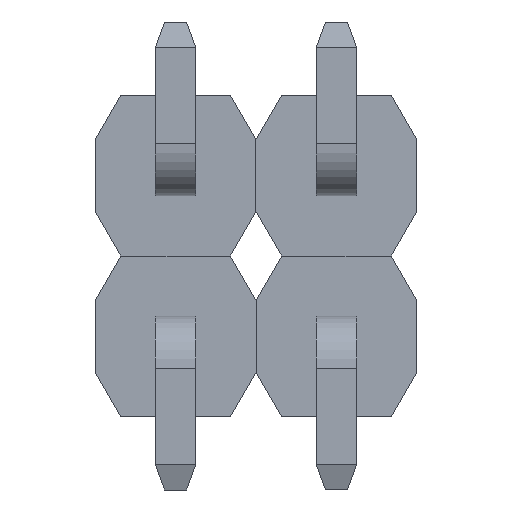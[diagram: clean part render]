
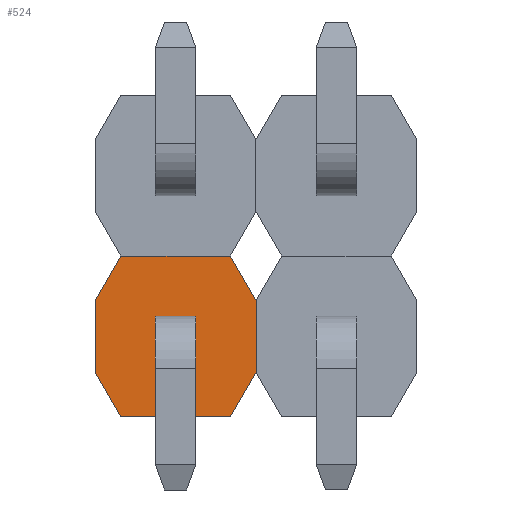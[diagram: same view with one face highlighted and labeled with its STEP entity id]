
A CAD part, front view. The second image highlights one B-rep face of the part: STEP entity #524.
In plain terms, the highlighted planar face has unit normal (0, -1, 0).
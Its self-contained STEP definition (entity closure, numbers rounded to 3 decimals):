
#60=FACE_OUTER_BOUND('',#88,.T.);
#88=EDGE_LOOP('',(#421,#422,#423,#424,#425,#426,#427,#428));
#129=LINE('',#804,#189);
#135=LINE('',#817,#195);
#139=LINE('',#826,#199);
#141=LINE('',#831,#201);
#149=LINE('',#843,#209);
#150=LINE('',#844,#210);
#151=LINE('',#845,#211);
#152=LINE('',#846,#212);
#189=VECTOR('',#667,1000.);
#195=VECTOR('',#675,1000.);
#199=VECTOR('',#681,1000.);
#201=VECTOR('',#685,1000.);
#209=VECTOR('',#697,1000.);
#210=VECTOR('',#698,1000.);
#211=VECTOR('',#699,1000.);
#212=VECTOR('',#700,1000.);
#237=VERTEX_POINT('',#802);
#238=VERTEX_POINT('',#803);
#243=VERTEX_POINT('',#814);
#244=VERTEX_POINT('',#816);
#247=VERTEX_POINT('',#823);
#248=VERTEX_POINT('',#825);
#249=VERTEX_POINT('',#829);
#250=VERTEX_POINT('',#830);
#293=EDGE_CURVE('',#237,#238,#129,.T.);
#299=EDGE_CURVE('',#243,#244,#135,.T.);
#303=EDGE_CURVE('',#247,#248,#139,.T.);
#305=EDGE_CURVE('',#249,#250,#141,.T.);
#313=EDGE_CURVE('',#243,#238,#149,.T.);
#314=EDGE_CURVE('',#237,#250,#150,.T.);
#315=EDGE_CURVE('',#249,#248,#151,.T.);
#316=EDGE_CURVE('',#247,#244,#152,.T.);
#421=ORIENTED_EDGE('',*,*,#299,.F.);
#422=ORIENTED_EDGE('',*,*,#313,.T.);
#423=ORIENTED_EDGE('',*,*,#293,.F.);
#424=ORIENTED_EDGE('',*,*,#314,.T.);
#425=ORIENTED_EDGE('',*,*,#305,.F.);
#426=ORIENTED_EDGE('',*,*,#315,.T.);
#427=ORIENTED_EDGE('',*,*,#303,.F.);
#428=ORIENTED_EDGE('',*,*,#316,.T.);
#466=PLANE('',#572);
#524=ADVANCED_FACE('',(#60),#466,.T.);
#572=AXIS2_PLACEMENT_3D('',#842,#695,#696);
#667=DIRECTION('',(0.,0.,1.));
#675=DIRECTION('',(1.,0.,0.));
#681=DIRECTION('',(0.,0.,-1.));
#685=DIRECTION('',(-1.,0.,0.));
#695=DIRECTION('center_axis',(0.,-1.,0.));
#696=DIRECTION('ref_axis',(0.,0.,-1.));
#697=DIRECTION('',(-0.5,0.,-0.866));
#698=DIRECTION('',(0.5,0.,-0.866));
#699=DIRECTION('',(0.5,0.,0.866));
#700=DIRECTION('',(-0.5,0.,0.866));
#802=CARTESIAN_POINT('',(-1.27,-4.4,1.854));
#803=CARTESIAN_POINT('',(-1.27,-4.4,2.994));
#804=CARTESIAN_POINT('',(-1.27,-4.4,1.154));
#814=CARTESIAN_POINT('',(-0.866,-4.4,3.694));
#816=CARTESIAN_POINT('',(0.866,-4.4,3.694));
#817=CARTESIAN_POINT('',(1.27,-4.4,3.694));
#823=CARTESIAN_POINT('',(1.27,-4.4,2.994));
#825=CARTESIAN_POINT('',(1.27,-4.4,1.854));
#826=CARTESIAN_POINT('',(1.27,-4.4,1.154));
#829=CARTESIAN_POINT('',(0.866,-4.4,1.154));
#830=CARTESIAN_POINT('',(-0.866,-4.4,1.154));
#831=CARTESIAN_POINT('',(1.27,-4.4,1.154));
#842=CARTESIAN_POINT('Origin',(-1.27,-4.4,3.694));
#843=CARTESIAN_POINT('',(-0.967,-4.4,3.519));
#844=CARTESIAN_POINT('',(-2.067,-4.4,3.234));
#845=CARTESIAN_POINT('',(1.432,-4.4,2.134));
#846=CARTESIAN_POINT('',(0.332,-4.4,4.619));
